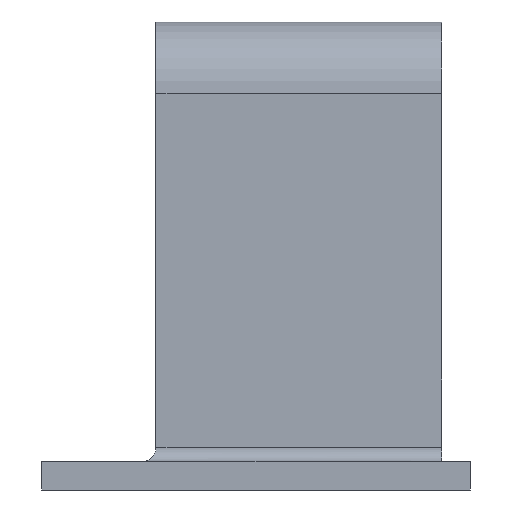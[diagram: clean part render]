
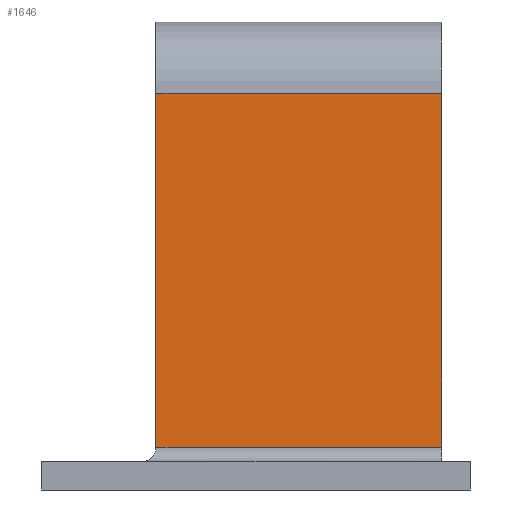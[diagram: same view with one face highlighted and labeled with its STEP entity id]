
A CAD part, left-side view. The second image highlights one B-rep face of the part: STEP entity #1646.
In plain terms, the highlighted planar face has unit normal (-1, 0, 0).
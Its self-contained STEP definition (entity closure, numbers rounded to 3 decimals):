
#154 = PLANE('',#155);
#155 = AXIS2_PLACEMENT_3D('',#156,#157,#158);
#156 = CARTESIAN_POINT('',(-18.,-5.,0.));
#157 = DIRECTION('',(0.,1.,0.));
#158 = DIRECTION('',(0.,0.,1.));
#325 = VERTEX_POINT('',#326);
#326 = CARTESIAN_POINT('',(-18.,-5.,6.));
#345 = CYLINDRICAL_SURFACE('',#346,2.);
#346 = AXIS2_PLACEMENT_3D('',#347,#348,#349);
#347 = CARTESIAN_POINT('',(-20.,35.,6.));
#348 = DIRECTION('',(0.,-1.,0.));
#349 = DIRECTION('',(-0.,-0.,-1.));
#357 = EDGE_CURVE('',#325,#358,#360,.T.);
#358 = VERTEX_POINT('',#359);
#359 = CARTESIAN_POINT('',(-18.,-5.,55.5));
#360 = SURFACE_CURVE('',#361,(#365,#372),.PCURVE_S1.);
#361 = LINE('',#362,#363);
#362 = CARTESIAN_POINT('',(-18.,-5.,0.));
#363 = VECTOR('',#364,1.);
#364 = DIRECTION('',(0.,0.,1.));
#365 = PCURVE('',#154,#366);
#366 = DEFINITIONAL_REPRESENTATION('',(#367),#371);
#367 = LINE('',#368,#369);
#368 = CARTESIAN_POINT('',(0.,0.));
#369 = VECTOR('',#370,1.);
#370 = DIRECTION('',(1.,0.));
#371 = ( GEOMETRIC_REPRESENTATION_CONTEXT(2) 
PARAMETRIC_REPRESENTATION_CONTEXT() REPRESENTATION_CONTEXT('2D SPACE',''
  ) );
#372 = PCURVE('',#373,#378);
#373 = PLANE('',#374);
#374 = AXIS2_PLACEMENT_3D('',#375,#376,#377);
#375 = CARTESIAN_POINT('',(-18.,-5.,0.));
#376 = DIRECTION('',(1.,0.,0.));
#377 = DIRECTION('',(0.,0.,1.));
#378 = DEFINITIONAL_REPRESENTATION('',(#379),#383);
#379 = LINE('',#380,#381);
#380 = CARTESIAN_POINT('',(0.,0.));
#381 = VECTOR('',#382,1.);
#382 = DIRECTION('',(1.,0.));
#383 = ( GEOMETRIC_REPRESENTATION_CONTEXT(2) 
PARAMETRIC_REPRESENTATION_CONTEXT() REPRESENTATION_CONTEXT('2D SPACE',''
  ) );
#406 = CYLINDRICAL_SURFACE('',#407,10.);
#407 = AXIS2_PLACEMENT_3D('',#408,#409,#410);
#408 = CARTESIAN_POINT('',(-8.,-5.,55.5));
#409 = DIRECTION('',(0.,1.,0.));
#410 = DIRECTION('',(0.,0.,1.));
#1431 = PLANE('',#1432);
#1432 = AXIS2_PLACEMENT_3D('',#1433,#1434,#1435);
#1433 = CARTESIAN_POINT('',(-18.,35.,0.));
#1434 = DIRECTION('',(0.,1.,0.));
#1435 = DIRECTION('',(0.,0.,1.));
#1597 = EDGE_CURVE('',#358,#1598,#1600,.T.);
#1598 = VERTEX_POINT('',#1599);
#1599 = CARTESIAN_POINT('',(-18.,35.,55.5));
#1600 = SURFACE_CURVE('',#1601,(#1605,#1612),.PCURVE_S1.);
#1601 = LINE('',#1602,#1603);
#1602 = CARTESIAN_POINT('',(-18.,-5.,55.5));
#1603 = VECTOR('',#1604,1.);
#1604 = DIRECTION('',(0.,1.,0.));
#1605 = PCURVE('',#406,#1606);
#1606 = DEFINITIONAL_REPRESENTATION('',(#1607),#1611);
#1607 = LINE('',#1608,#1609);
#1608 = CARTESIAN_POINT('',(-1.571,0.));
#1609 = VECTOR('',#1610,1.);
#1610 = DIRECTION('',(-0.,1.));
#1611 = ( GEOMETRIC_REPRESENTATION_CONTEXT(2) 
PARAMETRIC_REPRESENTATION_CONTEXT() REPRESENTATION_CONTEXT('2D SPACE',''
  ) );
#1612 = PCURVE('',#373,#1613);
#1613 = DEFINITIONAL_REPRESENTATION('',(#1614),#1618);
#1614 = LINE('',#1615,#1616);
#1615 = CARTESIAN_POINT('',(55.5,0.));
#1616 = VECTOR('',#1617,1.);
#1617 = DIRECTION('',(0.,-1.));
#1618 = ( GEOMETRIC_REPRESENTATION_CONTEXT(2) 
PARAMETRIC_REPRESENTATION_CONTEXT() REPRESENTATION_CONTEXT('2D SPACE',''
  ) );
#1646 = ADVANCED_FACE('',(#1647),#373,.F.);
#1647 = FACE_BOUND('',#1648,.F.);
#1648 = EDGE_LOOP('',(#1649,#1650,#1673,#1694));
#1649 = ORIENTED_EDGE('',*,*,#357,.F.);
#1650 = ORIENTED_EDGE('',*,*,#1651,.F.);
#1651 = EDGE_CURVE('',#1652,#325,#1654,.T.);
#1652 = VERTEX_POINT('',#1653);
#1653 = CARTESIAN_POINT('',(-18.,35.,6.));
#1654 = SURFACE_CURVE('',#1655,(#1659,#1666),.PCURVE_S1.);
#1655 = LINE('',#1656,#1657);
#1656 = CARTESIAN_POINT('',(-18.,35.,6.));
#1657 = VECTOR('',#1658,1.);
#1658 = DIRECTION('',(0.,-1.,0.));
#1659 = PCURVE('',#373,#1660);
#1660 = DEFINITIONAL_REPRESENTATION('',(#1661),#1665);
#1661 = LINE('',#1662,#1663);
#1662 = CARTESIAN_POINT('',(6.,-40.));
#1663 = VECTOR('',#1664,1.);
#1664 = DIRECTION('',(0.,1.));
#1665 = ( GEOMETRIC_REPRESENTATION_CONTEXT(2) 
PARAMETRIC_REPRESENTATION_CONTEXT() REPRESENTATION_CONTEXT('2D SPACE',''
  ) );
#1666 = PCURVE('',#345,#1667);
#1667 = DEFINITIONAL_REPRESENTATION('',(#1668),#1672);
#1668 = LINE('',#1669,#1670);
#1669 = CARTESIAN_POINT('',(1.571,0.));
#1670 = VECTOR('',#1671,1.);
#1671 = DIRECTION('',(0.,1.));
#1672 = ( GEOMETRIC_REPRESENTATION_CONTEXT(2) 
PARAMETRIC_REPRESENTATION_CONTEXT() REPRESENTATION_CONTEXT('2D SPACE',''
  ) );
#1673 = ORIENTED_EDGE('',*,*,#1674,.T.);
#1674 = EDGE_CURVE('',#1652,#1598,#1675,.T.);
#1675 = SURFACE_CURVE('',#1676,(#1680,#1687),.PCURVE_S1.);
#1676 = LINE('',#1677,#1678);
#1677 = CARTESIAN_POINT('',(-18.,35.,0.));
#1678 = VECTOR('',#1679,1.);
#1679 = DIRECTION('',(0.,0.,1.));
#1680 = PCURVE('',#373,#1681);
#1681 = DEFINITIONAL_REPRESENTATION('',(#1682),#1686);
#1682 = LINE('',#1683,#1684);
#1683 = CARTESIAN_POINT('',(0.,-40.));
#1684 = VECTOR('',#1685,1.);
#1685 = DIRECTION('',(1.,0.));
#1686 = ( GEOMETRIC_REPRESENTATION_CONTEXT(2) 
PARAMETRIC_REPRESENTATION_CONTEXT() REPRESENTATION_CONTEXT('2D SPACE',''
  ) );
#1687 = PCURVE('',#1431,#1688);
#1688 = DEFINITIONAL_REPRESENTATION('',(#1689),#1693);
#1689 = LINE('',#1690,#1691);
#1690 = CARTESIAN_POINT('',(0.,0.));
#1691 = VECTOR('',#1692,1.);
#1692 = DIRECTION('',(1.,0.));
#1693 = ( GEOMETRIC_REPRESENTATION_CONTEXT(2) 
PARAMETRIC_REPRESENTATION_CONTEXT() REPRESENTATION_CONTEXT('2D SPACE',''
  ) );
#1694 = ORIENTED_EDGE('',*,*,#1597,.F.);
